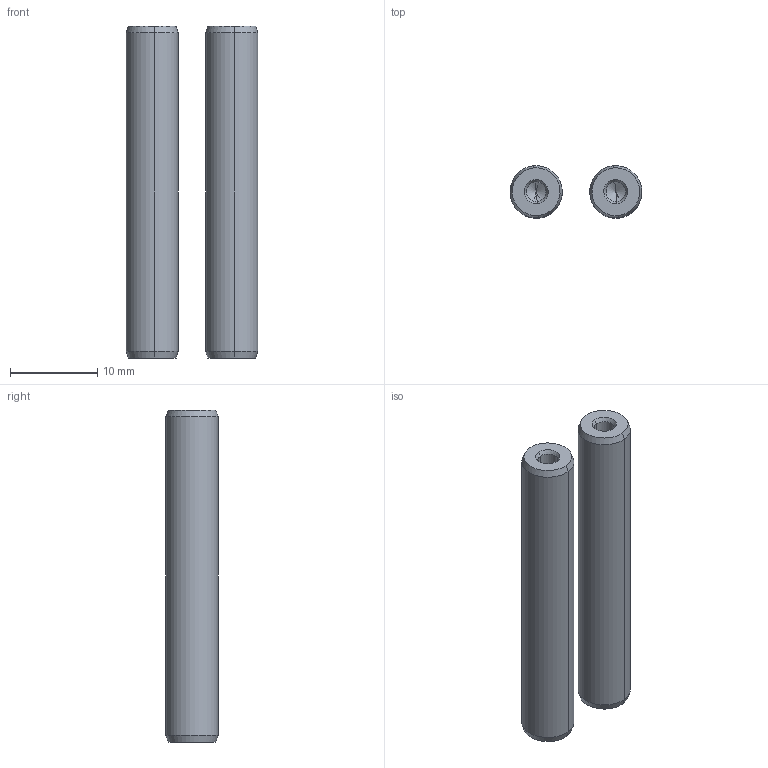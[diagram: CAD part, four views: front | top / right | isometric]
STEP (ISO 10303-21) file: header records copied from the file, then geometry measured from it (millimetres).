
FILE_DESCRIPTION(('FreeCAD Model'),'2;1');
FILE_NAME('Open CASCADE Shape Model','2025-08-10T17:27:05',(''),(''), 'Open CASCADE STEP processor 7.8','FreeCAD','Unknown');
FILE_SCHEMA(('AUTOMOTIVE_DESIGN { 1 0 10303 214 1 1 1 1 }'));
Length unit declared in the file: millimetre
Products named in the file (3): Part003; Körper; 7734-E0W042
Assembly tree (2 placements, depth 2):
  Part003
    Körper
    7734-E0W042
Bounding box: 15.12 x 5.98 x 38.1 mm (x, y, z)
Volume: 2046.3 mm3; surface area: 1690.7 mm2
Topology: 2 solids, 2 shells, 40 faces, 84 edges, 44 vertices
Faces by surface type: cone 24, cylinder 12, plane 4
Entity records: 2448 total; most frequent: CARTESIAN_POINT 723, DIRECTION 334, LINE 156, VECTOR 156, ORIENTED_EDGE 152, PCURVE 152, DEFINITIONAL_REPRESENTATION 152, AXIS2_PLACEMENT_3D 83
